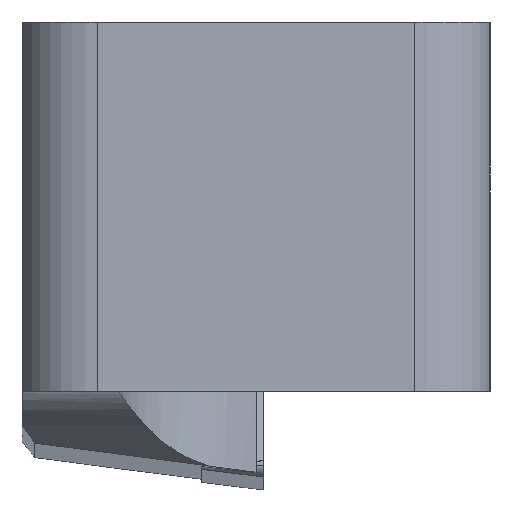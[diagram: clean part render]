
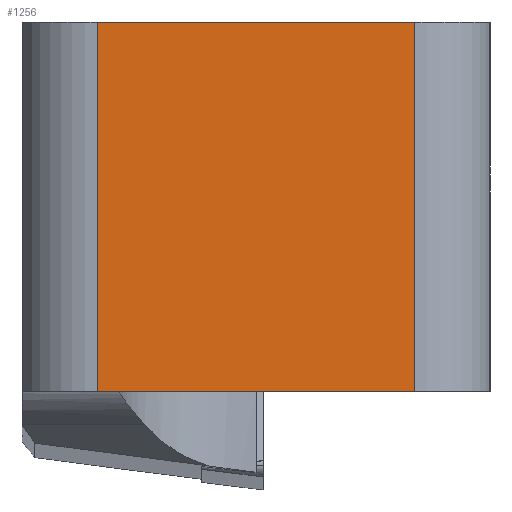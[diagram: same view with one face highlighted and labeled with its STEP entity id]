
A CAD part, left-side view. The second image highlights one B-rep face of the part: STEP entity #1256.
In plain terms, the highlighted planar face has unit normal (-1, 0, 0).
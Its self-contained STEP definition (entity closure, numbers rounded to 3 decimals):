
#1146=VERTEX_POINT('NONE',#2662);
#1204=EDGE_CURVE('NONE',#1146,#1750,#2724,.F.);
#1256=ADVANCED_FACE('NONE',(#2782),#2783,.T.);
#1750=VERTEX_POINT('NONE',#3323);
#1792=EDGE_CURVE('NONE',#1750,#2164,#3367,.T.);
#1810=EDGE_CURVE('NONE',#1968,#2164,#3387,.F.);
#1968=VERTEX_POINT('NONE',#3557);
#2164=VERTEX_POINT('NONE',#3784);
#2196=EDGE_CURVE('NONE',#1968,#1146,#3818,.T.);
#2662=CARTESIAN_POINT('',(-43.15,6.1,0.375));
#2724=LINE('',#4500,#4501);
#2782=FACE_OUTER_BOUND('',#4590,.T.);
#2783=PLANE('',#4591);
#3323=CARTESIAN_POINT('',(-43.15,6.1,14.575));
#3367=LINE('',#5873,#5874);
#3387=LINE('',#5898,#5899);
#3557=CARTESIAN_POINT('',(-43.15,-6.1,0.375));
#3784=CARTESIAN_POINT('',(-43.15,-6.1,14.575));
#3818=LINE('',#6490,#6491);
#4500=CARTESIAN_POINT('',(-43.15,6.1,-10.0));
#4501=VECTOR('',#7161,1.0);
#4590=EDGE_LOOP('',(#7240,#7241,#7242,#7243));
#4591=AXIS2_PLACEMENT_3D('',#7244,#7245,#7246);
#5873=CARTESIAN_POINT('',(-43.15,15.55,14.575));
#5874=VECTOR('',#7905,1.0);
#5898=CARTESIAN_POINT('',(-43.15,-6.1,-10.0));
#5899=VECTOR('',#7931,1.0);
#6490=CARTESIAN_POINT('',(-43.15,10.05,0.375));
#6491=VECTOR('',#8474,1.0);
#7161=DIRECTION('',(0.0,0.0,-1.0));
#7240=ORIENTED_EDGE('',*,*,#1792,.F.);
#7241=ORIENTED_EDGE('',*,*,#1204,.F.);
#7242=ORIENTED_EDGE('',*,*,#2196,.F.);
#7243=ORIENTED_EDGE('',*,*,#1810,.T.);
#7244=CARTESIAN_POINT('',(-43.15,6.1,-10.0));
#7245=DIRECTION('',(-1.0,0.0,0.0));
#7246=DIRECTION('',(0.0,0.0,-1.0));
#7905=DIRECTION('',(0.0,-1.0,0.0));
#7931=DIRECTION('',(0.0,0.0,-1.0));
#8474=DIRECTION('',(0.0,1.0,0.0));
